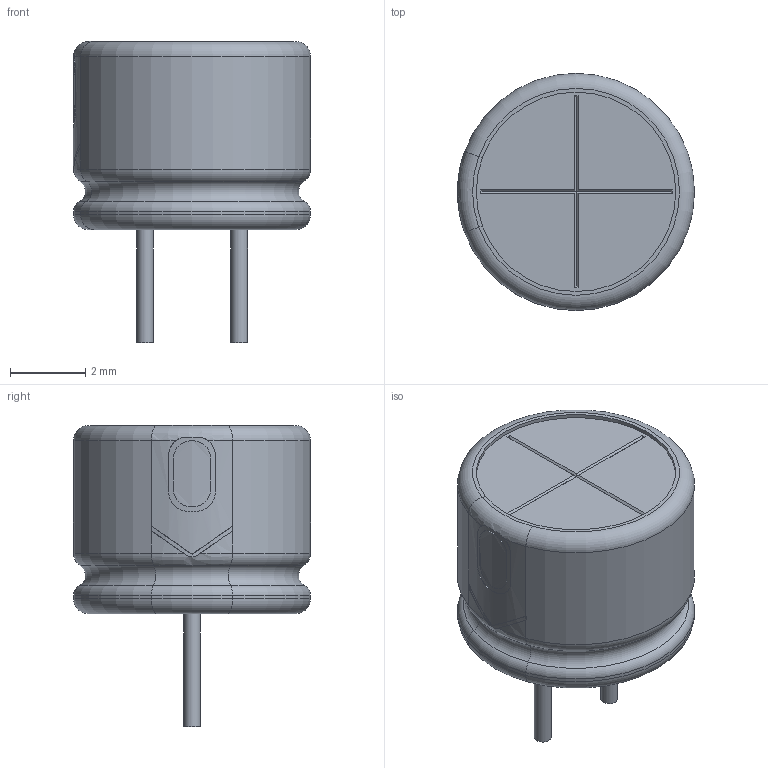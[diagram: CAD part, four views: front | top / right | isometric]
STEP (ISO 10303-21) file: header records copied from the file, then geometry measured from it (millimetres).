
FILE_DESCRIPTION(('STEP AP214'), '1');
FILE_NAME('El_Cap_VT', '', ('UNSPECIFIED'), ('UNSPECIFIED'), 'ASCON STEP Converter 1.6', 'ASCON Math Kernel', '');
FILE_SCHEMA(('AUTOMOTIVE_DESIGN { 1 0 10303 214 3 1 1}'));
Length unit declared in the file: millimetre
Bounding box: 6.3 x 6.3 x 8 mm (x, y, z)
Volume: 148 mm3; surface area: 170.1 mm2
Topology: 1 solids, 1 shells, 70 faces, 192 edges, 128 vertices
Faces by surface type: plane 38, cylinder 21, torus 11
Full cylindrical faces by diameter (mm): 0.45 x2, 5.04 x1, 5.3 x1
Entity records: 3025 total; most frequent: CARTESIAN_POINT 677, ORIENTED_EDGE 376, DIRECTION 355, EDGE_CURVE 188, AXIS2_PLACEMENT_3D 130, VERTEX_POINT 128, LINE 95, VECTOR 95
